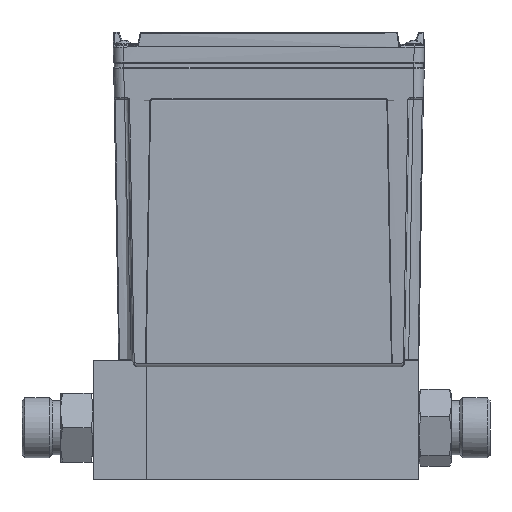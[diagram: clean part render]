
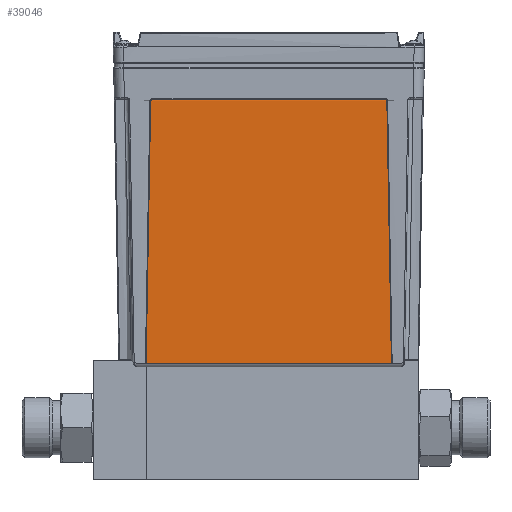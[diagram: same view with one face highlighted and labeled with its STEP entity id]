
A CAD part, top view. The second image highlights one B-rep face of the part: STEP entity #39046.
In plain terms, the highlighted planar face has unit normal (0, 0.018, -1).
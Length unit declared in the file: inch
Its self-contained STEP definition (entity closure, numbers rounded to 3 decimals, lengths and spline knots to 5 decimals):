
#145 = B_SPLINE_CURVE_WITH_KNOTS ( 'NONE', 3,
 ( #7928, #7924, #7941, #7958 ),
 .UNSPECIFIED., .F., .F.,
 ( 4, 4 ),
 ( 0., 1. ),
 .UNSPECIFIED. ) ;
#200 = B_SPLINE_CURVE_WITH_KNOTS ( 'NONE', 3,
 ( #30628, #30629, #30632, #30636 ),
 .UNSPECIFIED., .F., .F.,
 ( 4, 4 ),
 ( 0., 1. ),
 .UNSPECIFIED. ) ;
#353 = B_SPLINE_CURVE_WITH_KNOTS ( 'NONE', 3,
 ( #30549, #30550, #30551, #30552, #30553, #30554 ),
 .UNSPECIFIED., .F., .F.,
 ( 4, 2, 4 ),
 ( 0., 0.5, 1. ),
 .UNSPECIFIED. ) ;
#425 = B_SPLINE_CURVE_WITH_KNOTS ( 'NONE', 3,
 ( #20325, #20957, #20351, #21080, #20186, #20608 ),
 .UNSPECIFIED., .F., .F.,
 ( 4, 2, 4 ),
 ( 0., 0.5, 1. ),
 .UNSPECIFIED. ) ;
#4613 = VECTOR ( 'NONE', #28009, 39.37008 ) ;
#6124 = LINE ( 'NONE', #6125, #46182 ) ;
#6125 = CARTESIAN_POINT ( 'NONE',  ( 1.26161, 0.79097, 0.95971 ) ) ;
#6126 = DIRECTION ( 'NONE',  ( -1., 0., 0. ) ) ;
#7057 = EDGE_LOOP ( 'NONE', ( #10225, #10220, #10218, #10221, #10217, #10214 ) ) ;
#7924 = CARTESIAN_POINT ( 'NONE',  ( -2.73083, 3.35569, 1.01448 ) ) ;
#7928 = CARTESIAN_POINT ( 'NONE',  ( -2.70874, 4.62156, 1.03657 ) ) ;
#7941 = CARTESIAN_POINT ( 'NONE',  ( -2.75293, 2.08982, 0.99238 ) ) ;
#7958 = CARTESIAN_POINT ( 'NONE',  ( -2.77503, 0.82395, 0.97028 ) ) ;
#9874 = VERTEX_POINT ( 'NONE', #33789 ) ;
#9887 = VERTEX_POINT ( 'NONE', #33759 ) ;
#9889 = VERTEX_POINT ( 'NONE', #33753 ) ;
#9892 = VERTEX_POINT ( 'NONE', #33742 ) ;
#9893 = VERTEX_POINT ( 'NONE', #33739 ) ;
#9922 = VERTEX_POINT ( 'NONE', #34392 ) ;
#10214 = ORIENTED_EDGE ( 'NONE', *, *, #47864, .T. ) ;
#10217 = ORIENTED_EDGE ( 'NONE', *, *, #12088, .F. ) ;
#10218 = ORIENTED_EDGE ( 'NONE', *, *, #19991, .T. ) ;
#10220 = ORIENTED_EDGE ( 'NONE', *, *, #15578, .F. ) ;
#10221 = ORIENTED_EDGE ( 'NONE', *, *, #14874, .F. ) ;
#10225 = ORIENTED_EDGE ( 'NONE', *, *, #39384, .F. ) ;
#12088 = EDGE_CURVE ( 'NONE', #9922, #9889, #425, .T. ) ;
#14874 = EDGE_CURVE ( 'NONE', #9889, #9887, #145, .T. ) ;
#15578 = EDGE_CURVE ( 'NONE', #9893, #9892, #200, .T. ) ;
#19991 = EDGE_CURVE ( 'NONE', #9893, #9887, #6124, .T. ) ;
#20186 = CARTESIAN_POINT ( 'NONE',  ( -2.70686, 4.6281, 1.02669 ) ) ;
#20325 = CARTESIAN_POINT ( 'NONE',  ( -2.67747, 4.649, 1.02705 ) ) ;
#20351 = CARTESIAN_POINT ( 'NONE',  ( -2.69307, 4.64564, 1.02699 ) ) ;
#20608 = CARTESIAN_POINT ( 'NONE',  ( -2.70701, 4.61998, 1.02654 ) ) ;
#20957 = CARTESIAN_POINT ( 'NONE',  ( -2.68559, 4.649, 1.02705 ) ) ;
#21080 = CARTESIAN_POINT ( 'NONE',  ( -2.70338, 4.63552, 1.02681 ) ) ;
#21484 = FACE_OUTER_BOUND ( 'NONE', #7057, .T. ) ;
#21496 = PLANE ( 'NONE',  #39663 ) ;
#21497 = CARTESIAN_POINT ( 'NONE',  ( -2.7065, 4.649, 1.02705 ) ) ;
#21498 = DIRECTION ( 'NONE',  ( 0., 0.017, -1. ) ) ;
#21499 = DIRECTION ( 'NONE',  ( 0., 1., 0.017 ) ) ;
#28007 = LINE ( 'NONE', #28008, #4613 ) ;
#28008 = CARTESIAN_POINT ( 'NONE',  ( -2.7065, 4.649, 1.02705 ) ) ;
#28009 = DIRECTION ( 'NONE',  ( 1., 0., 0. ) ) ;
#30549 = CARTESIAN_POINT ( 'NONE',  ( 0.73401, 4.61998, 1.02654 ) ) ;
#30550 = CARTESIAN_POINT ( 'NONE',  ( 0.73386, 4.6281, 1.02669 ) ) ;
#30551 = CARTESIAN_POINT ( 'NONE',  ( 0.73038, 4.63552, 1.02681 ) ) ;
#30552 = CARTESIAN_POINT ( 'NONE',  ( 0.72007, 4.64564, 1.02699 ) ) ;
#30553 = CARTESIAN_POINT ( 'NONE',  ( 0.71259, 4.649, 1.02705 ) ) ;
#30554 = CARTESIAN_POINT ( 'NONE',  ( 0.70447, 4.649, 1.02705 ) ) ;
#30628 = CARTESIAN_POINT ( 'NONE',  ( 0.80203, 0.82395, 0.97028 ) ) ;
#30629 = CARTESIAN_POINT ( 'NONE',  ( 0.77993, 2.08982, 0.99238 ) ) ;
#30632 = CARTESIAN_POINT ( 'NONE',  ( 0.75783, 3.35569, 1.01448 ) ) ;
#30636 = CARTESIAN_POINT ( 'NONE',  ( 0.73515, 4.62105, 1.0315 ) ) ;
#33739 = CARTESIAN_POINT ( 'NONE',  ( 0.80147, 0.8086, 0.96357 ) ) ;
#33742 = CARTESIAN_POINT ( 'NONE',  ( 0.73515, 4.62105, 1.0315 ) ) ;
#33753 = CARTESIAN_POINT ( 'NONE',  ( -2.70815, 4.62105, 1.0315 ) ) ;
#33759 = CARTESIAN_POINT ( 'NONE',  ( -2.77447, 0.8086, 0.96357 ) ) ;
#33789 = CARTESIAN_POINT ( 'NONE',  ( 0.70447, 4.649, 1.02705 ) ) ;
#34392 = CARTESIAN_POINT ( 'NONE',  ( -2.67747, 4.649, 1.02705 ) ) ;
#39046 = ADVANCED_FACE ( 'NONE', ( #21484 ), #21496, .T. ) ;
#39384 = EDGE_CURVE ( 'NONE', #9892, #9874, #353, .T. ) ;
#39663 = AXIS2_PLACEMENT_3D ( 'NONE', #21497, #21498, #21499 ) ;
#46182 = VECTOR ( 'NONE', #6126, 39.37008 ) ;
#47864 = EDGE_CURVE ( 'NONE', #9922, #9874, #28007, .T. ) ;
